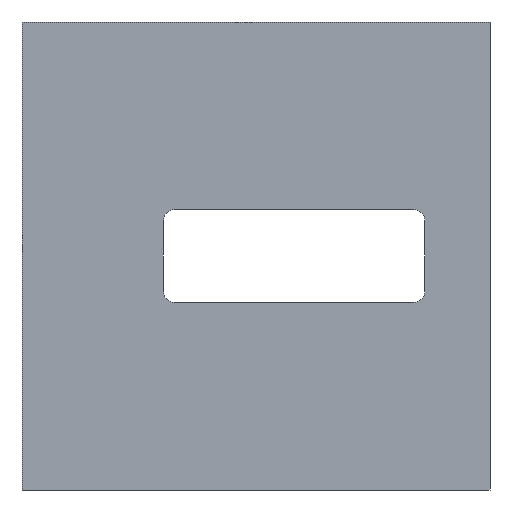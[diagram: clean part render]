
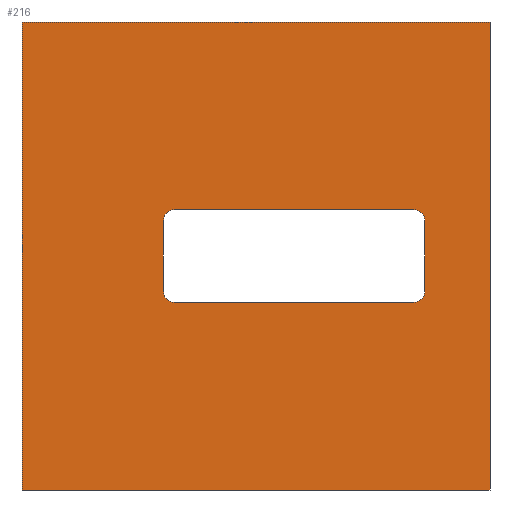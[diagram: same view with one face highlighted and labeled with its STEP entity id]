
A CAD part, front view. The second image highlights one B-rep face of the part: STEP entity #216.
In plain terms, the highlighted planar face has unit normal (0, -1, 0).
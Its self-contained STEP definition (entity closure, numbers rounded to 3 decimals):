
#216=ADVANCED_FACE('',(#249,#250),#251,.T.);
#249=FACE_BOUND('',#311,.T.);
#250=FACE_OUTER_BOUND('',#312,.T.);
#251=PLANE('',#313);
#311=EDGE_LOOP('',(#388,#389,#390,#391,#392,#393,#394,#395));
#312=EDGE_LOOP('',(#396,#397,#398,#399));
#313=AXIS2_PLACEMENT_3D('',#400,#401,#402);
#388=ORIENTED_EDGE('',*,*,#618,.T.);
#389=ORIENTED_EDGE('',*,*,#619,.T.);
#390=ORIENTED_EDGE('',*,*,#620,.T.);
#391=ORIENTED_EDGE('',*,*,#621,.T.);
#392=ORIENTED_EDGE('',*,*,#622,.T.);
#393=ORIENTED_EDGE('',*,*,#623,.T.);
#394=ORIENTED_EDGE('',*,*,#624,.T.);
#395=ORIENTED_EDGE('',*,*,#625,.T.);
#396=ORIENTED_EDGE('',*,*,#626,.T.);
#397=ORIENTED_EDGE('',*,*,#627,.T.);
#398=ORIENTED_EDGE('',*,*,#628,.F.);
#399=ORIENTED_EDGE('',*,*,#629,.F.);
#400=CARTESIAN_POINT('',(25.5,0.0,-21.5));
#401=DIRECTION('',(0.,-1.0,0.0));
#402=DIRECTION('',(1.0,0.,0.0));
#618=EDGE_CURVE('',#703,#704,#705,.F.);
#619=EDGE_CURVE('',#704,#706,#707,.T.);
#620=EDGE_CURVE('',#706,#708,#709,.F.);
#621=EDGE_CURVE('',#708,#710,#711,.T.);
#622=EDGE_CURVE('',#710,#712,#713,.F.);
#623=EDGE_CURVE('',#712,#714,#715,.T.);
#624=EDGE_CURVE('',#714,#716,#717,.F.);
#625=EDGE_CURVE('',#716,#703,#718,.T.);
#626=EDGE_CURVE('',#719,#720,#721,.T.);
#627=EDGE_CURVE('',#720,#722,#723,.T.);
#628=EDGE_CURVE('',#724,#722,#725,.T.);
#629=EDGE_CURVE('',#719,#724,#726,.T.);
#703=VERTEX_POINT('',#838);
#704=VERTEX_POINT('',#839);
#705=CIRCLE('',#840,1.0);
#706=VERTEX_POINT('',#841);
#707=LINE('',#842,#843);
#708=VERTEX_POINT('',#844);
#709=CIRCLE('',#845,1.0);
#710=VERTEX_POINT('',#846);
#711=LINE('',#847,#848);
#712=VERTEX_POINT('',#849);
#713=CIRCLE('',#850,1.0);
#714=VERTEX_POINT('',#851);
#715=LINE('',#852,#853);
#716=VERTEX_POINT('',#854);
#717=CIRCLE('',#855,1.0);
#718=LINE('',#856,#857);
#719=VERTEX_POINT('',#858);
#720=VERTEX_POINT('',#859);
#721=LINE('',#860,#861);
#722=VERTEX_POINT('',#862);
#723=LINE('',#863,#864);
#724=VERTEX_POINT('',#865);
#725=LINE('',#866,#867);
#726=LINE('',#868,#869);
#838=CARTESIAN_POINT('',(37.0,0.,-3.25));
#839=CARTESIAN_POINT('',(36.0,0.,-4.25));
#840=AXIS2_PLACEMENT_3D('',#1012,#1013,#1014);
#841=CARTESIAN_POINT('',(14.0,0.,-4.25));
#842=CARTESIAN_POINT('',(25.5,0.,-4.25));
#843=VECTOR('',#1015,1.0);
#844=CARTESIAN_POINT('',(13.0,0.,-3.25));
#845=AXIS2_PLACEMENT_3D('',#1016,#1017,#1018);
#846=CARTESIAN_POINT('',(13.0,0.,3.25));
#847=CARTESIAN_POINT('',(13.0,0.,-21.5));
#848=VECTOR('',#1019,1.0);
#849=CARTESIAN_POINT('',(14.0,0.,4.25));
#850=AXIS2_PLACEMENT_3D('',#1020,#1021,#1022);
#851=CARTESIAN_POINT('',(36.0,0.,4.25));
#852=CARTESIAN_POINT('',(25.5,0.,4.25));
#853=VECTOR('',#1023,1.0);
#854=CARTESIAN_POINT('',(37.0,0.,3.25));
#855=AXIS2_PLACEMENT_3D('',#1024,#1025,#1026);
#856=CARTESIAN_POINT('',(37.0,0.,-21.5));
#857=VECTOR('',#1027,1.0);
#858=CARTESIAN_POINT('',(0.,0.0,-21.5));
#859=CARTESIAN_POINT('',(43.0,0.,-21.5));
#860=CARTESIAN_POINT('',(25.5,0.0,-21.5));
#861=VECTOR('',#1028,1.0);
#862=CARTESIAN_POINT('',(43.0,0.0,21.5));
#863=CARTESIAN_POINT('',(43.0,0.0,-72.125));
#864=VECTOR('',#1029,1.0);
#865=CARTESIAN_POINT('',(0.,0.0,21.5));
#866=CARTESIAN_POINT('',(25.5,0.0,21.5));
#867=VECTOR('',#1030,1.0);
#868=CARTESIAN_POINT('',(0.,0.0,-21.5));
#869=VECTOR('',#1031,1.0);
#1012=CARTESIAN_POINT('',(36.0,0.,-3.25));
#1013=DIRECTION('',(0.,-1.0,0.0));
#1014=DIRECTION('',(1.0,0.,0.0));
#1015=DIRECTION('',(-1.0,0.,0.));
#1016=CARTESIAN_POINT('',(14.0,0.,-3.25));
#1017=DIRECTION('',(0.,-1.0,0.0));
#1018=DIRECTION('',(1.0,0.,0.0));
#1019=DIRECTION('',(0.0,0.0,1.0));
#1020=CARTESIAN_POINT('',(14.0,0.,3.25));
#1021=DIRECTION('',(0.,-1.0,0.0));
#1022=DIRECTION('',(1.0,0.,0.0));
#1023=DIRECTION('',(1.0,0.,0.));
#1024=CARTESIAN_POINT('',(36.0,0.,3.25));
#1025=DIRECTION('',(0.,-1.0,0.0));
#1026=DIRECTION('',(1.0,0.,0.0));
#1027=DIRECTION('',(0.0,0.0,-1.0));
#1028=DIRECTION('',(1.0,0.,0.0));
#1029=DIRECTION('',(0.0,0.0,1.0));
#1030=DIRECTION('',(1.0,0.,0.0));
#1031=DIRECTION('',(0.0,0.0,1.0));
